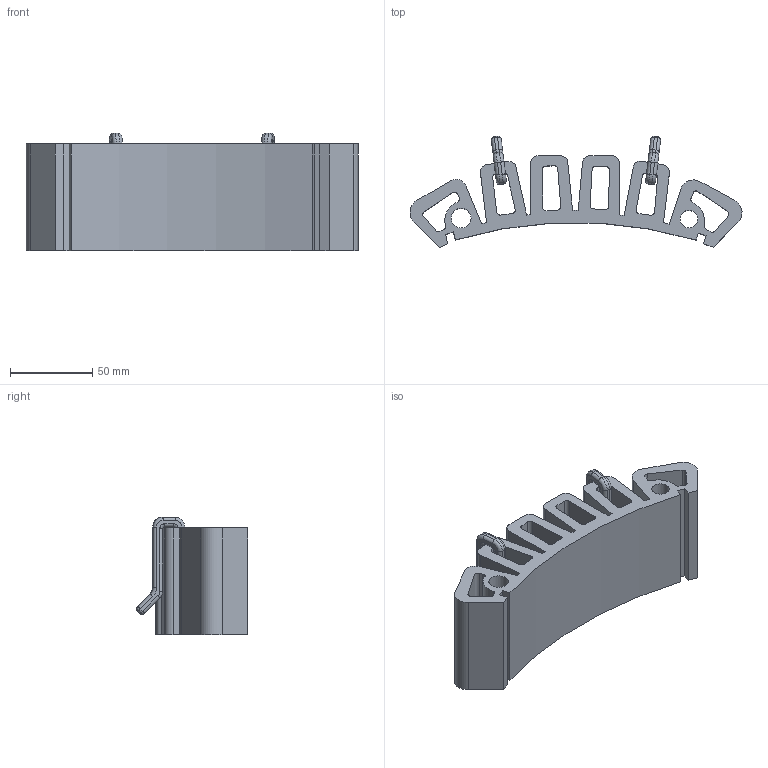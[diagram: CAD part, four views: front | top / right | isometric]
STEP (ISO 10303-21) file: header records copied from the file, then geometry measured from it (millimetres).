
FILE_DESCRIPTION(/* description */ ('PLASSON FLEX RESTRAINT'),/* implementation_level */ '2;1');
FILE_NAME(/* name */ '49009999.ipt.stp',/* time_stamp */ '2017-11-06T09:10:33+02:00',/* author */ ('KIM'),/* organization */ (''),/* preprocessor_version */ 'ST-DEVELOPER v15.6',/* originating_system */ 'Autodesk Inventor 2015',/* authorisation */ '');
FILE_SCHEMA (('AUTOMOTIVE_DESIGN { 1 0 10303 214 3 1 1 }'));
Length unit declared in the file: millimetre
Products named in the file (1): 49009999
Bounding box: 201.98 x 67.78 x 71.5 mm (x, y, z)
Volume: 295379.5 mm3; surface area: 93801.1 mm2
Topology: 3 solids, 3 shells, 224 faces, 558 edges, 340 vertices
Faces by surface type: cylinder 106, plane 78, torus 24, sphere 16
Full cylindrical faces by diameter (mm): 10.615 x1, 11.946 x1
Entity records: 6674 total; most frequent: DIRECTION 1242, CARTESIAN_POINT 1121, ORIENTED_EDGE 1112, EDGE_CURVE 556, AXIS2_PLACEMENT_3D 461, VERTEX_POINT 340, LINE 320, VECTOR 320
